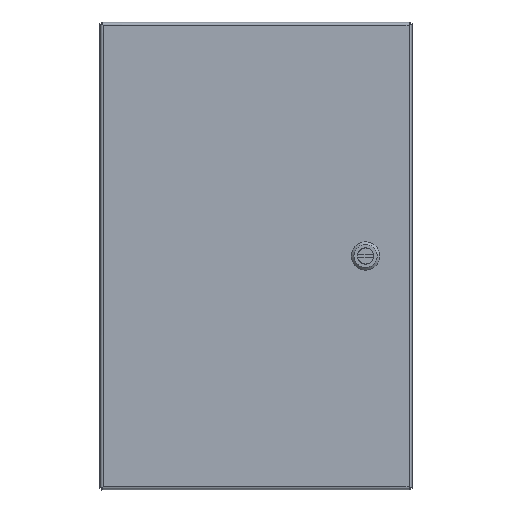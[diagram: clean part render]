
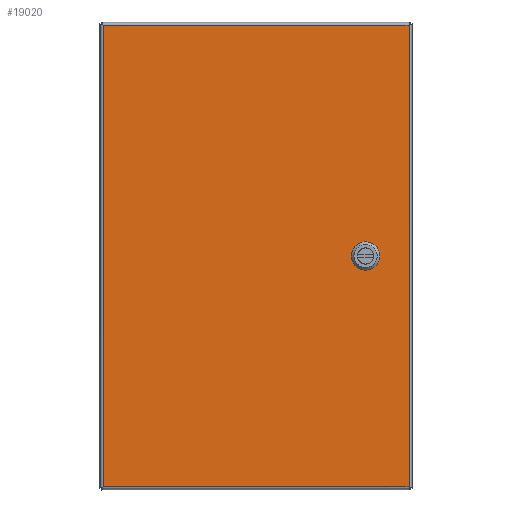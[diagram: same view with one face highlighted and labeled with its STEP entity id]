
A CAD part, front view. The second image highlights one B-rep face of the part: STEP entity #19020.
In plain terms, the highlighted planar face has unit normal (0, -1, 0).
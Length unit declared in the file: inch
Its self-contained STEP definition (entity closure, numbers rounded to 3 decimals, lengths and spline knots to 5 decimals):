
#361 = CARTESIAN_POINT ( 'NONE',  ( 5.947, -1.796, -18.0665 ) ) ;
#508 = VECTOR ( 'NONE', #14774, 39.37008 ) ;
#582 = EDGE_CURVE ( 'NONE', #17131, #17770, #3736, .T. ) ;
#716 = ORIENTED_EDGE ( 'NONE', *, *, #7322, .T. ) ;
#818 = DIRECTION ( 'NONE',  ( 1., 0., 0. ) ) ;
#838 = LINE ( 'NONE', #11167, #20933 ) ;
#914 = ORIENTED_EDGE ( 'NONE', *, *, #4282, .T. ) ;
#1053 = VERTEX_POINT ( 'NONE', #5882 ) ;
#1363 = LINE ( 'NONE', #19348, #6348 ) ;
#1431 = VECTOR ( 'NONE', #18599, 39.37008 ) ;
#1465 = DIRECTION ( 'NONE',  ( -0.707, 0., -0.707 ) ) ;
#2232 = VECTOR ( 'NONE', #7003, 39.37008 ) ;
#2353 = CARTESIAN_POINT ( 'NONE',  ( 5.947, -1.796, -0.1235 ) ) ;
#2456 = CARTESIAN_POINT ( 'NONE',  ( 3.8635, -1.796, -9.326 ) ) ;
#2565 = CARTESIAN_POINT ( 'NONE',  ( -5.946, -1.796, -0.1235 ) ) ;
#2753 = ORIENTED_EDGE ( 'NONE', *, *, #17658, .T. ) ;
#2880 = CARTESIAN_POINT ( 'NONE',  ( -5.946, -1.796, -8.6995 ) ) ;
#3100 = CARTESIAN_POINT ( 'NONE',  ( 4.028, -1.796, -9.4905 ) ) ;
#3143 = CARTESIAN_POINT ( 'NONE',  ( 4.49, -1.796, -8.6995 ) ) ;
#3736 = LINE ( 'NONE', #361, #2232 ) ;
#3870 = VERTEX_POINT ( 'NONE', #2456 ) ;
#3902 = ORIENTED_EDGE ( 'NONE', *, *, #14735, .T. ) ;
#4282 = EDGE_CURVE ( 'NONE', #1053, #10418, #9738, .T. ) ;
#4287 = DIRECTION ( 'NONE',  ( 0., 0., -1. ) ) ;
#4555 = DIRECTION ( 'NONE',  ( 0., 0., 1. ) ) ;
#4560 = DIRECTION ( 'NONE',  ( -1., 0., 0. ) ) ;
#4580 = EDGE_CURVE ( 'NONE', #12938, #7537, #19419, .T. ) ;
#5304 = LINE ( 'NONE', #8349, #1431 ) ;
#5533 = EDGE_CURVE ( 'NONE', #11880, #3870, #8115, .T. ) ;
#5697 = DIRECTION ( 'NONE',  ( 0., -1., 0. ) ) ;
#5842 = ORIENTED_EDGE ( 'NONE', *, *, #20309, .T. ) ;
#5882 = CARTESIAN_POINT ( 'NONE',  ( 4.6545, -1.796, -9.326 ) ) ;
#5903 = VERTEX_POINT ( 'NONE', #12207 ) ;
#6049 = CARTESIAN_POINT ( 'NONE',  ( -5.946, -1.796, -18.0665 ) ) ;
#6139 = LINE ( 'NONE', #17595, #14589 ) ;
#6248 = CARTESIAN_POINT ( 'NONE',  ( -5.946, -1.796, -18.0665 ) ) ;
#6348 = VECTOR ( 'NONE', #20755, 39.37008 ) ;
#6749 = CARTESIAN_POINT ( 'NONE',  ( 4.028, -1.796, -9.4905 ) ) ;
#6986 = EDGE_LOOP ( 'NONE', ( #8933, #716, #13967, #15150 ) ) ;
#7003 = DIRECTION ( 'NONE',  ( 0., 0., 1. ) ) ;
#7091 = VECTOR ( 'NONE', #1465, 39.37008 ) ;
#7238 = EDGE_CURVE ( 'NONE', #7537, #15934, #10710, .T. ) ;
#7262 = ORIENTED_EDGE ( 'NONE', *, *, #4580, .T. ) ;
#7322 = EDGE_CURVE ( 'NONE', #17770, #13817, #6139, .T. ) ;
#7537 = VERTEX_POINT ( 'NONE', #14757 ) ;
#7781 = DIRECTION ( 'NONE',  ( 1., 0., 0. ) ) ;
#8115 = LINE ( 'NONE', #3100, #508 ) ;
#8349 = CARTESIAN_POINT ( 'NONE',  ( 4.49, -1.796, -8.6995 ) ) ;
#8832 = ORIENTED_EDGE ( 'NONE', *, *, #5533, .T. ) ;
#8933 = ORIENTED_EDGE ( 'NONE', *, *, #582, .T. ) ;
#9167 = ORIENTED_EDGE ( 'NONE', *, *, #13066, .T. ) ;
#9180 = CARTESIAN_POINT ( 'NONE',  ( -5.946, -1.796, -18.0665 ) ) ;
#9465 = LINE ( 'NONE', #21119, #13145 ) ;
#9738 = LINE ( 'NONE', #13235, #7091 ) ;
#10418 = VERTEX_POINT ( 'NONE', #17845 ) ;
#10587 = CARTESIAN_POINT ( 'NONE',  ( 3.8635, -1.796, -8.864 ) ) ;
#10710 = LINE ( 'NONE', #2880, #11787 ) ;
#10761 = EDGE_LOOP ( 'NONE', ( #9167, #7262, #19573, #2753, #5842, #914, #3902, #8832 ) ) ;
#10808 = DIRECTION ( 'NONE',  ( 0.707, 0., 0.707 ) ) ;
#11167 = CARTESIAN_POINT ( 'NONE',  ( -5.946, -1.796, -18.0665 ) ) ;
#11465 = VERTEX_POINT ( 'NONE', #6049 ) ;
#11522 = AXIS2_PLACEMENT_3D ( 'NONE', #9180, #5697, #4287 ) ;
#11787 = VECTOR ( 'NONE', #818, 39.37008 ) ;
#11880 = VERTEX_POINT ( 'NONE', #6749 ) ;
#12207 = CARTESIAN_POINT ( 'NONE',  ( 4.6545, -1.796, -8.864 ) ) ;
#12938 = VERTEX_POINT ( 'NONE', #20636 ) ;
#12961 = EDGE_CURVE ( 'NONE', #11465, #17131, #21394, .T. ) ;
#13046 = CARTESIAN_POINT ( 'NONE',  ( 5.947, -1.796, -18.0665 ) ) ;
#13066 = EDGE_CURVE ( 'NONE', #3870, #12938, #9465, .T. ) ;
#13145 = VECTOR ( 'NONE', #4555, 39.37008 ) ;
#13235 = CARTESIAN_POINT ( 'NONE',  ( 4.6545, -1.796, -9.326 ) ) ;
#13647 = VECTOR ( 'NONE', #4560, 39.37008 ) ;
#13817 = VERTEX_POINT ( 'NONE', #2565 ) ;
#13872 = FACE_OUTER_BOUND ( 'NONE', #6986, .T. ) ;
#13967 = ORIENTED_EDGE ( 'NONE', *, *, #16299, .T. ) ;
#14589 = VECTOR ( 'NONE', #20966, 39.37008 ) ;
#14735 = EDGE_CURVE ( 'NONE', #10418, #11880, #19386, .T. ) ;
#14757 = CARTESIAN_POINT ( 'NONE',  ( 4.028, -1.796, -8.6995 ) ) ;
#14774 = DIRECTION ( 'NONE',  ( -0.707, 0., 0.707 ) ) ;
#15150 = ORIENTED_EDGE ( 'NONE', *, *, #12961, .T. ) ;
#15934 = VERTEX_POINT ( 'NONE', #3143 ) ;
#16164 = VECTOR ( 'NONE', #10808, 39.37008 ) ;
#16299 = EDGE_CURVE ( 'NONE', #13817, #11465, #838, .T. ) ;
#16334 = CARTESIAN_POINT ( 'NONE',  ( -5.946, -1.796, -9.4905 ) ) ;
#17131 = VERTEX_POINT ( 'NONE', #13046 ) ;
#17310 = VECTOR ( 'NONE', #7781, 39.37008 ) ;
#17356 = PLANE ( 'NONE',  #11522 ) ;
#17595 = CARTESIAN_POINT ( 'NONE',  ( -5.946, -1.796, -0.1235 ) ) ;
#17658 = EDGE_CURVE ( 'NONE', #15934, #5903, #5304, .T. ) ;
#17721 = DIRECTION ( 'NONE',  ( 0., 0., -1. ) ) ;
#17770 = VERTEX_POINT ( 'NONE', #2353 ) ;
#17845 = CARTESIAN_POINT ( 'NONE',  ( 4.49, -1.796, -9.4905 ) ) ;
#18599 = DIRECTION ( 'NONE',  ( 0.707, 0., -0.707 ) ) ;
#19020 = ADVANCED_FACE ( 'NONE', ( #13872, #20614 ), #17356, .T. ) ;
#19348 = CARTESIAN_POINT ( 'NONE',  ( 4.6545, -1.796, -18.0665 ) ) ;
#19386 = LINE ( 'NONE', #16334, #13647 ) ;
#19419 = LINE ( 'NONE', #10587, #16164 ) ;
#19573 = ORIENTED_EDGE ( 'NONE', *, *, #7238, .T. ) ;
#20309 = EDGE_CURVE ( 'NONE', #5903, #1053, #1363, .T. ) ;
#20614 = FACE_BOUND ( 'NONE', #10761, .T. ) ;
#20636 = CARTESIAN_POINT ( 'NONE',  ( 3.8635, -1.796, -8.864 ) ) ;
#20755 = DIRECTION ( 'NONE',  ( 0., 0., -1. ) ) ;
#20933 = VECTOR ( 'NONE', #17721, 39.37008 ) ;
#20966 = DIRECTION ( 'NONE',  ( -1., 0., 0. ) ) ;
#21119 = CARTESIAN_POINT ( 'NONE',  ( 3.8635, -1.796, -18.0665 ) ) ;
#21394 = LINE ( 'NONE', #6248, #17310 ) ;
